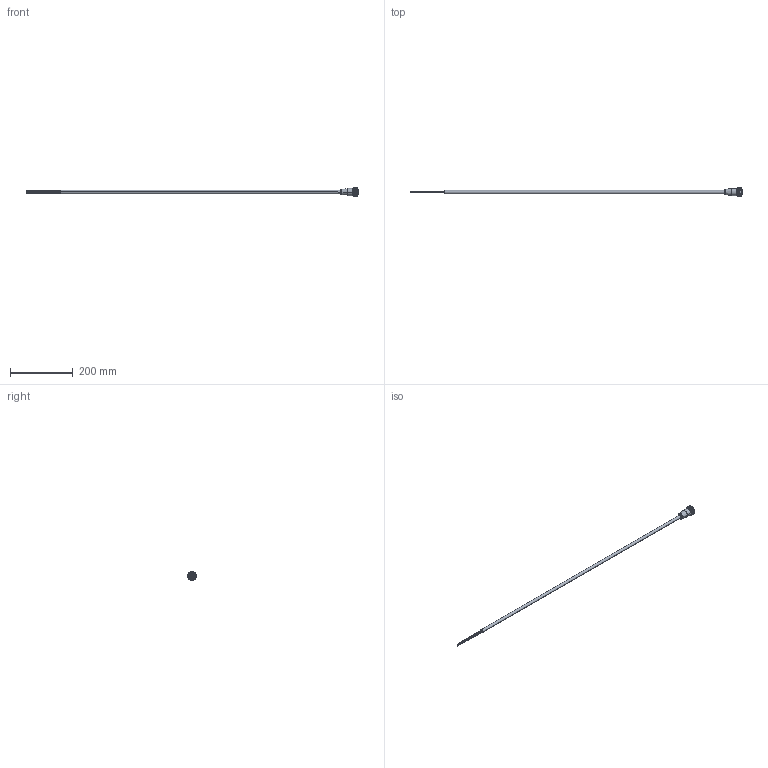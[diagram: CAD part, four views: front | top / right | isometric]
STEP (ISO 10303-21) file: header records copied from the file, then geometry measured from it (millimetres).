
FILE_DESCRIPTION((''),'2;1');
FILE_NAME('219486_ASM','2020-09-18T13:21:55',('PDMAdmin'),('BANNER ENGINEERING'),'CREO PARAMETRIC BY PTC INC, 2019292','CREO PARAMETRIC BY PTC INC, 2019292','');
FILE_SCHEMA(('CONFIG_CONTROL_DESIGN'));
Length unit declared in the file: millimetre
Products named in the file (11): 153300; 151144; 153390; 153297; 141546_TAMPERED; 141547; 137855_ASM; 153294_ASM; 216518; 216517_ASM; 219486_ASM
Assembly tree (17 placements, depth 5):
  219486_ASM
    216517_ASM
      153294_ASM
        153300
        151144
        153390
        153297
        137855_ASM  x8
          141546_TAMPERED
          141547
      216518
Bounding box: 1055 x 28 x 27.99 mm (x, y, z)
Volume: 96014.8 mm3; surface area: 45370.6 mm2
Topology: 21 solids, 38 shells, 869 faces, 2074 edges, 1326 vertices
Faces by surface type: plane 364, cylinder 344, cone 90, bspline 52, torus 19
Entity records: 17876 total; most frequent: CARTESIAN_POINT 5809, ORIENTED_EDGE 2568, DIRECTION 2354, EDGE_CURVE 1286, AXIS2_PLACEMENT_3D 957, VERTEX_POINT 850, EDGE_LOOP 549, FACE_OUTER_BOUND 491
